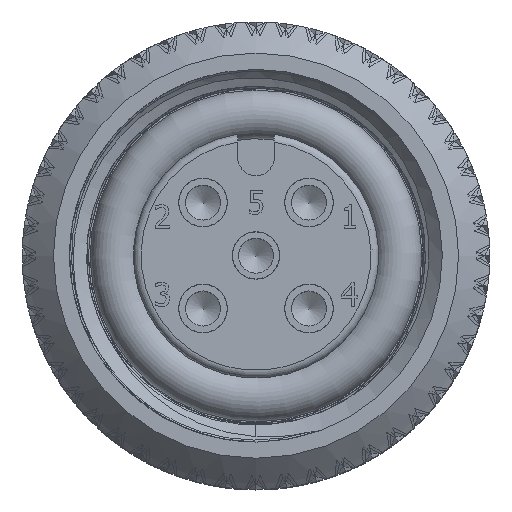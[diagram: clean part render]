
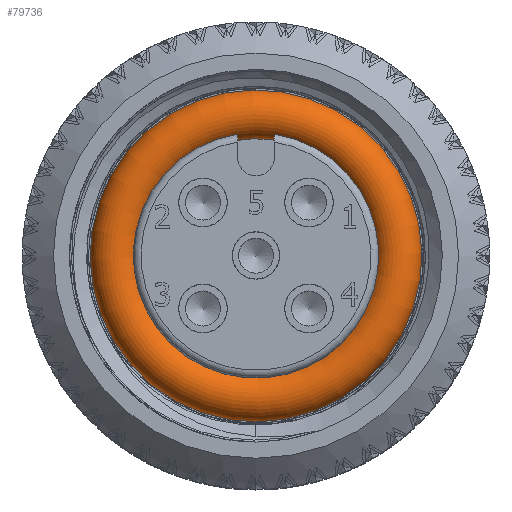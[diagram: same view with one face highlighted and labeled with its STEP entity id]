
A CAD part, top view. The second image highlights one B-rep face of the part: STEP entity #79736.
In plain terms, the highlighted toroidal (fillet/blend) face has major radius 4.616 mm and minor radius 0.794 mm.
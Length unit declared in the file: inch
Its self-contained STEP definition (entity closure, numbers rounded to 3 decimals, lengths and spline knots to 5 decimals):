
#967=TOROIDAL_SURFACE('',#82890,0.18175,0.03125);
#8462=FACE_OUTER_BOUND('',#13641,.T.);
#13641=EDGE_LOOP('',(#61639,#61640,#61641,#61642));
#15431=CIRCLE('',#82891,0.03125);
#15432=CIRCLE('',#82892,0.1505);
#31756=VERTEX_POINT('',#223980);
#41866=EDGE_CURVE('',#31756,#31756,#15431,.T.);
#41867=EDGE_CURVE('',#31756,#31756,#15432,.T.);
#61639=ORIENTED_EDGE('',*,*,#41866,.F.);
#61640=ORIENTED_EDGE('',*,*,#41867,.T.);
#61641=ORIENTED_EDGE('',*,*,#41866,.T.);
#61642=ORIENTED_EDGE('',*,*,#41867,.F.);
#79736=ADVANCED_FACE('',(#8462),#967,.T.);
#82890=AXIS2_PLACEMENT_3D('',#223979,#89570,#89571);
#82891=AXIS2_PLACEMENT_3D('',#223981,#89572,#89573);
#82892=AXIS2_PLACEMENT_3D('',#223982,#89574,#89575);
#89570=DIRECTION('center_axis',(1.,0.,0.));
#89571=DIRECTION('ref_axis',(0.,0.,-1.));
#89572=DIRECTION('center_axis',(0.,-1.,0.));
#89573=DIRECTION('ref_axis',(0.,0.,1.));
#89574=DIRECTION('center_axis',(-1.,0.,0.));
#89575=DIRECTION('ref_axis',(0.,0.,-1.));
#223979=CARTESIAN_POINT('Origin',(0.,0.,0.));
#223980=CARTESIAN_POINT('',(0.,0.,
0.1505));
#223981=CARTESIAN_POINT('Origin',(0.,0.,0.18175));
#223982=CARTESIAN_POINT('Origin',(0.,0.,0.));
